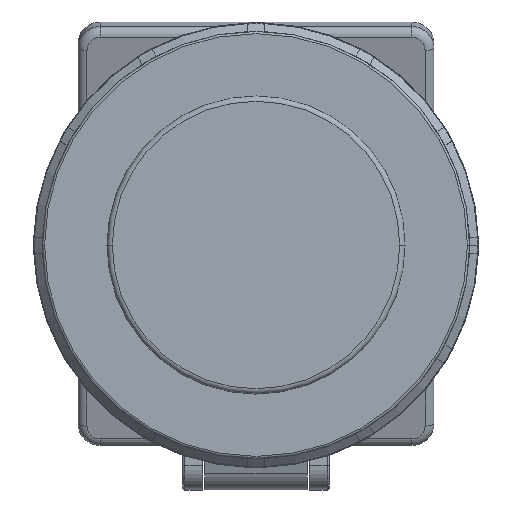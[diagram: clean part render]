
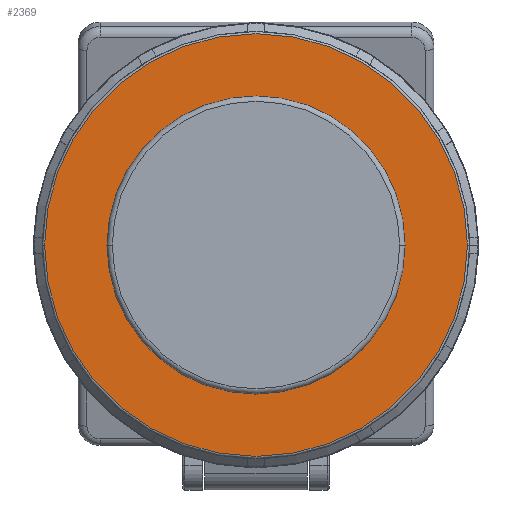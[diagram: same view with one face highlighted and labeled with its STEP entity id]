
A CAD part, top view. The second image highlights one B-rep face of the part: STEP entity #2369.
In plain terms, the highlighted face is planar.
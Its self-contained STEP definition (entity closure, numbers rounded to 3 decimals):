
#38 = CARTESIAN_POINT ( 'NONE',  ( 47.5, 0., 0. ) ) ;
#76 = EDGE_LOOP ( 'NONE', ( #3359, #984 ) ) ;
#984 = ORIENTED_EDGE ( 'NONE', *, *, #8994, .T. ) ;
#1005 = AXIS2_PLACEMENT_3D ( 'NONE', #10366, #3044, #10499 ) ;
#1323 = VERTEX_POINT ( 'NONE', #38 ) ;
#1427 = EDGE_LOOP ( 'NONE', ( #6386, #12059 ) ) ;
#1546 = CARTESIAN_POINT ( 'NONE',  ( 0., 0., 0. ) ) ;
#1637 = VERTEX_POINT ( 'NONE', #2397 ) ;
#1867 = CARTESIAN_POINT ( 'NONE',  ( 0., 0., 0. ) ) ;
#2038 = CARTESIAN_POINT ( 'NONE',  ( -47.5, 0., 0. ) ) ;
#2092 = DIRECTION ( 'NONE',  ( 1., 0., 0. ) ) ;
#2139 = DIRECTION ( 'NONE',  ( 0., 0., -1. ) ) ;
#2369 = ADVANCED_FACE ( 'NONE', ( #7204, #2570 ), #5869, .F. ) ;
#2397 = CARTESIAN_POINT ( 'NONE',  ( 33.5, 0., 0. ) ) ;
#2543 = VERTEX_POINT ( 'NONE', #2038 ) ;
#2570 = FACE_OUTER_BOUND ( 'NONE', #76, .T. ) ;
#2572 = CARTESIAN_POINT ( 'NONE',  ( 0., 0., 0. ) ) ;
#2702 = DIRECTION ( 'NONE',  ( 0., 0., -1. ) ) ;
#2815 = CARTESIAN_POINT ( 'NONE',  ( -33.5, 0., 0. ) ) ;
#2895 = VERTEX_POINT ( 'NONE', #2815 ) ;
#3034 = DIRECTION ( 'NONE',  ( 0., 0., -1. ) ) ;
#3044 = DIRECTION ( 'NONE',  ( 0., 0., -1. ) ) ;
#3359 = ORIENTED_EDGE ( 'NONE', *, *, #13445, .T. ) ;
#3629 = EDGE_CURVE ( 'NONE', #1637, #2895, #11230, .T. ) ;
#3899 = EDGE_CURVE ( 'NONE', #2895, #1637, #7510, .T. ) ;
#4487 = CIRCLE ( 'NONE', #1005, 47.5 ) ;
#5824 = DIRECTION ( 'NONE',  ( 0., 0., 1. ) ) ;
#5869 = PLANE ( 'NONE',  #6652 ) ;
#6313 = AXIS2_PLACEMENT_3D ( 'NONE', #2572, #2702, #10983 ) ;
#6386 = ORIENTED_EDGE ( 'NONE', *, *, #3899, .F. ) ;
#6652 = AXIS2_PLACEMENT_3D ( 'NONE', #1546, #5824, #10003 ) ;
#7196 = AXIS2_PLACEMENT_3D ( 'NONE', #1867, #3034, #10487 ) ;
#7204 = FACE_BOUND ( 'NONE', #1427, .T. ) ;
#7510 = CIRCLE ( 'NONE', #6313, 33.5 ) ;
#8117 = AXIS2_PLACEMENT_3D ( 'NONE', #11645, #2139, #2092 ) ;
#8994 = EDGE_CURVE ( 'NONE', #2543, #1323, #13113, .T. ) ;
#10003 = DIRECTION ( 'NONE',  ( 1., 0., 0. ) ) ;
#10366 = CARTESIAN_POINT ( 'NONE',  ( 0., 0., 0. ) ) ;
#10487 = DIRECTION ( 'NONE',  ( 1., 0., 0. ) ) ;
#10499 = DIRECTION ( 'NONE',  ( 1., 0., 0. ) ) ;
#10983 = DIRECTION ( 'NONE',  ( 1., 0., 0. ) ) ;
#11230 = CIRCLE ( 'NONE', #7196, 33.5 ) ;
#11645 = CARTESIAN_POINT ( 'NONE',  ( 0., 0., 0. ) ) ;
#12059 = ORIENTED_EDGE ( 'NONE', *, *, #3629, .F. ) ;
#13113 = CIRCLE ( 'NONE', #8117, 47.5 ) ;
#13445 = EDGE_CURVE ( 'NONE', #1323, #2543, #4487, .T. ) ;
